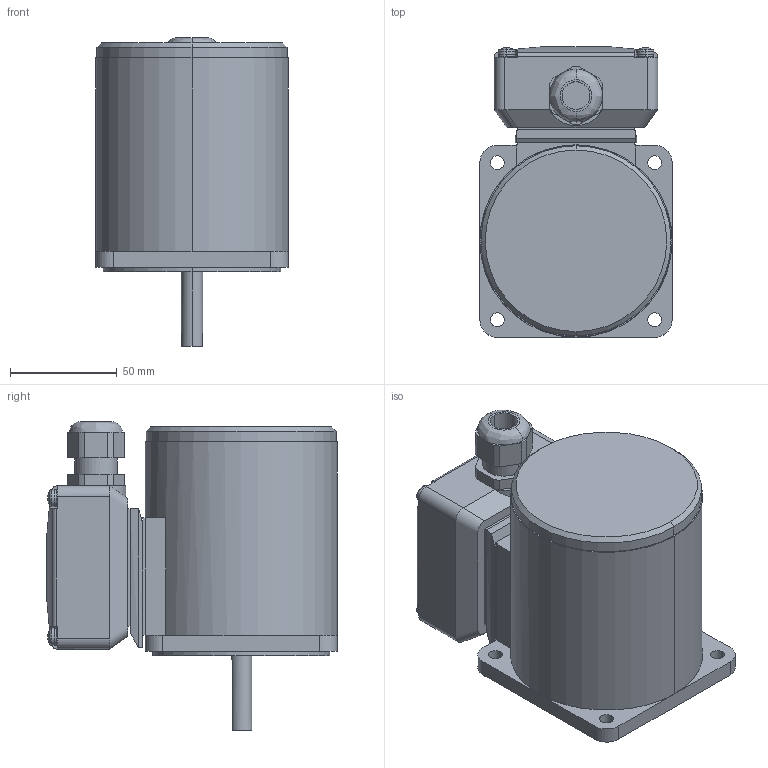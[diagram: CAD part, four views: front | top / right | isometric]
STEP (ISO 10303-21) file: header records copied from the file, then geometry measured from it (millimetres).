
FILE_DESCRIPTION (( 'STEP AP203' ), '1' );
FILE_NAME ('A1309.STEP', '2014-05-27T06:48:33', ( 'om' ), ( 'Hewlett-Packard Company' ), 'SwSTEP 2.0', 'SolidWorks 2011', '' );
FILE_SCHEMA (( 'CONFIG_CONTROL_DESIGN' ));
Length unit declared in the file: millimetre
Products named in the file (1): A1309
Bounding box: 90 x 136 x 144.5 mm (x, y, z)
Volume: 929030.7 mm3; surface area: 78396.3 mm2
Topology: 2 solids, 2 shells, 217 faces, 547 edges, 356 vertices
Faces by surface type: cylinder 109, plane 82, bspline 24, cone 2
Entity records: 7358 total; most frequent: CARTESIAN_POINT 1958, DIRECTION 1155, ORIENTED_EDGE 1094, EDGE_CURVE 547, AXIS2_PLACEMENT_3D 441, VERTEX_POINT 356, VECTOR 273, LINE 273
